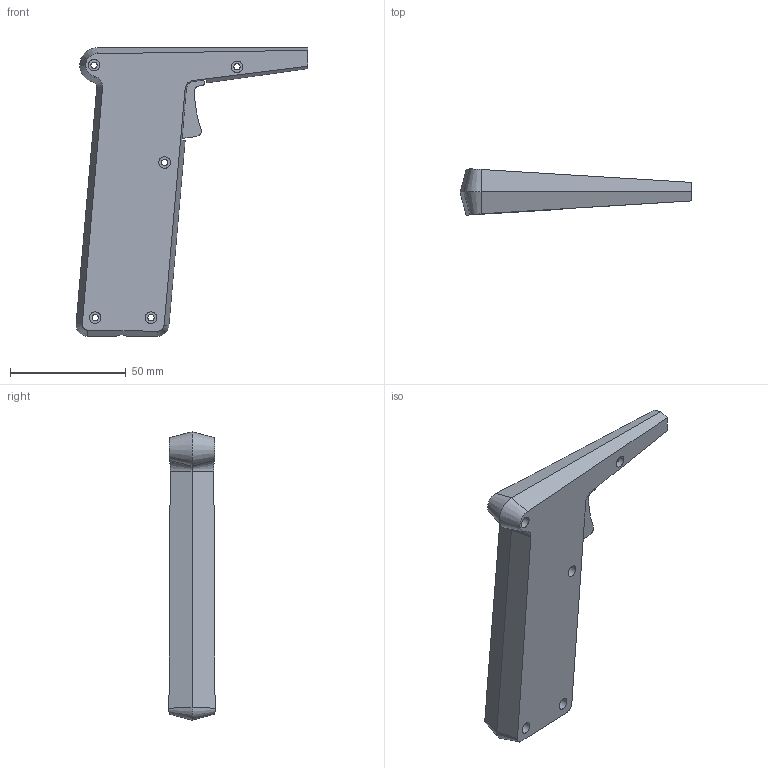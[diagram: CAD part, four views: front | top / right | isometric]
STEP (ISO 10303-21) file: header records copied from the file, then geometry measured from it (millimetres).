
FILE_DESCRIPTION(/* description */ ('STEP AP242','CAx-IF Rec.Pracs.---Representation and Presentation of Product Manufacturing Information (PMI)---4.0---2014-10-13','CAx-IF Rec.Pracs.---3D Tessellated Geometry---0.4---2014-09-14','2;1'),/* implementation_level */ '2;1');
FILE_NAME(/* name */ '64b4eb05e0a2e13afc42d89b',/* time_stamp */ '2023-07-17T07:17:26Z',/* author */ (''),/* organization */ (''),/* preprocessor_version */ 'ST-DEVELOPER v19.4',/* originating_system */ ' ',/* authorisation */ ' ');
FILE_SCHEMA (('AP242_MANAGED_MODEL_BASED_3D_ENGINEERING_MIM_LF { 1 0 10303 442 1 1 4 }'));
Length unit declared in the file: metre
Products named in the file (3): Part 3; Part 2; Part 1
Bounding box: 100.1 x 19.92 x 124.5 mm (x, y, z)
Volume: 71943.5 mm3; surface area: 32732.5 mm2
Topology: 3 solids, 3 shells, 195 faces, 515 edges, 345 vertices
Faces by surface type: plane 124, cylinder 49, cone 22
Full cylindrical faces by diameter (mm): 2.7 x10, 2.8 x6, 3 x1, 5 x7
Entity records: 6027 total; most frequent: DIRECTION 1036, CARTESIAN_POINT 1030, ORIENTED_EDGE 972, EDGE_CURVE 486, AXIS2_PLACEMENT_3D 354, VERTEX_POINT 340, LINE 328, VECTOR 328
